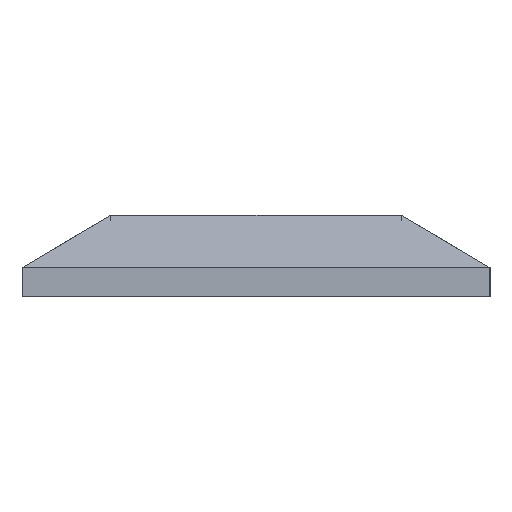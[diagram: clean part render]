
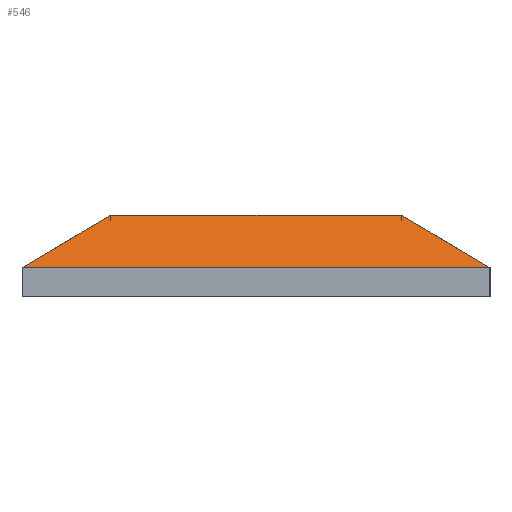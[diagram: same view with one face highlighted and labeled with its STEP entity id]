
A CAD part, left-side view. The second image highlights one B-rep face of the part: STEP entity #546.
In plain terms, the highlighted planar face has unit normal (-0.608, 0, 0.794).
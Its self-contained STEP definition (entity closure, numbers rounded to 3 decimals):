
#49 = CARTESIAN_POINT ( 'NONE',  ( -29., -25., 14. ) ) ;
#66 = VERTEX_POINT ( 'NONE', #49 ) ;
#274 = VECTOR ( 'NONE', #825, 1000. ) ;
#296 = DIRECTION ( 'NONE',  ( 0.794, 0., 0.608 ) ) ;
#305 = DIRECTION ( 'NONE',  ( -0.608, 0., 0.794 ) ) ;
#312 = CARTESIAN_POINT ( 'NONE',  ( -17.481, 0., 22.823 ) ) ;
#326 = PLANE ( 'NONE',  #1648 ) ;
#341 = CARTESIAN_POINT ( 'NONE',  ( -29., 25., 14. ) ) ;
#404 = CARTESIAN_POINT ( 'NONE',  ( -29., 25., 14. ) ) ;
#419 = DIRECTION ( 'NONE',  ( -0.553, 0.718, -0.424 ) ) ;
#456 = FACE_OUTER_BOUND ( 'NONE', #2030, .T. ) ;
#546 = ADVANCED_FACE ( 'NONE', ( #456 ), #326, .T. ) ;
#638 = CARTESIAN_POINT ( 'NONE',  ( -40.75, 40.25, 5. ) ) ;
#648 = DIRECTION ( 'NONE',  ( 0., 1., 0. ) ) ;
#665 = ORIENTED_EDGE ( 'NONE', *, *, #1656, .F. ) ;
#721 = ORIENTED_EDGE ( 'NONE', *, *, #1124, .T. ) ;
#731 = CARTESIAN_POINT ( 'NONE',  ( -29., 25., 14. ) ) ;
#777 = CARTESIAN_POINT ( 'NONE',  ( -40.75, -40.25, 5. ) ) ;
#825 = DIRECTION ( 'NONE',  ( 0., -1., 0. ) ) ;
#903 = VERTEX_POINT ( 'NONE', #638 ) ;
#916 = EDGE_CURVE ( 'NONE', #903, #1778, #2312, .T. ) ;
#921 = VECTOR ( 'NONE', #419, 1000. ) ;
#965 = CARTESIAN_POINT ( 'NONE',  ( -40.75, 0., 5. ) ) ;
#1017 = DIRECTION ( 'NONE',  ( -0.553, -0.718, -0.424 ) ) ;
#1124 = EDGE_CURVE ( 'NONE', #2090, #903, #1603, .T. ) ;
#1134 = VECTOR ( 'NONE', #1017, 1000. ) ;
#1163 = CARTESIAN_POINT ( 'NONE',  ( -29., -25., 14. ) ) ;
#1496 = ORIENTED_EDGE ( 'NONE', *, *, #1979, .T. ) ;
#1603 = LINE ( 'NONE', #404, #921 ) ;
#1648 = AXIS2_PLACEMENT_3D ( 'NONE', #312, #305, #296 ) ;
#1656 = EDGE_CURVE ( 'NONE', #66, #1778, #1850, .T. ) ;
#1778 = VERTEX_POINT ( 'NONE', #777 ) ;
#1850 = LINE ( 'NONE', #1163, #1134 ) ;
#1955 = VECTOR ( 'NONE', #648, 1000. ) ;
#1979 = EDGE_CURVE ( 'NONE', #66, #2090, #2060, .T. ) ;
#2030 = EDGE_LOOP ( 'NONE', ( #721, #2287, #665, #1496 ) ) ;
#2060 = LINE ( 'NONE', #731, #1955 ) ;
#2090 = VERTEX_POINT ( 'NONE', #341 ) ;
#2287 = ORIENTED_EDGE ( 'NONE', *, *, #916, .T. ) ;
#2312 = LINE ( 'NONE', #965, #274 ) ;
